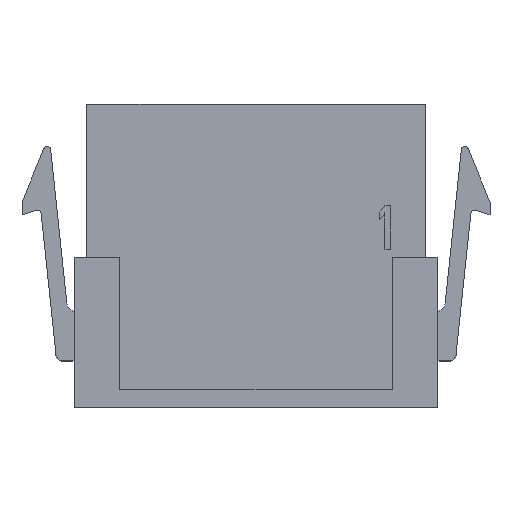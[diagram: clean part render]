
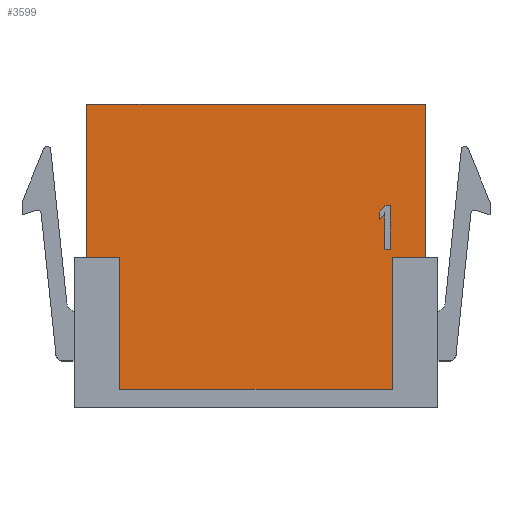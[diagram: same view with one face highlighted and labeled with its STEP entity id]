
A CAD part, top view. The second image highlights one B-rep face of the part: STEP entity #3599.
In plain terms, the highlighted planar face has unit normal (0, 0, 1).
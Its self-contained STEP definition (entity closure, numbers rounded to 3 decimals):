
#1=DIRECTION('',(0.,-1.,0.));
#2=VECTOR('',#1,8.51);
#3=CARTESIAN_POINT('',(-9.42,8.445,3.425));
#4=LINE('',#3,#2);
#49=DIRECTION('',(1.,0.,0.));
#50=VECTOR('',#49,1.83);
#51=CARTESIAN_POINT('',(-9.42,-0.065,3.425));
#52=LINE('',#51,#50);
#53=DIRECTION('',(1.,0.,0.));
#54=VECTOR('',#53,18.85);
#55=CARTESIAN_POINT('',(-9.42,8.445,3.425));
#56=LINE('',#55,#54);
#57=DIRECTION('',(-1.,0.,0.));
#58=VECTOR('',#57,1.84);
#59=CARTESIAN_POINT('',(9.43,-0.065,3.425));
#60=LINE('',#59,#58);
#61=DIRECTION('',(0.,1.,0.));
#62=VECTOR('',#61,7.36);
#63=CARTESIAN_POINT('',(7.59,-7.425,3.425));
#64=LINE('',#63,#62);
#65=DIRECTION('',(1.,0.,0.));
#66=VECTOR('',#65,15.18);
#67=CARTESIAN_POINT('',(-7.59,-7.425,3.425));
#68=LINE('',#67,#66);
#69=DIRECTION('',(0.,-1.,0.));
#70=VECTOR('',#69,7.36);
#71=CARTESIAN_POINT('',(-7.59,-0.065,3.425));
#72=LINE('',#71,#70);
#73=DIRECTION('',(0.,1.,0.));
#74=VECTOR('',#73,2.45);
#75=CARTESIAN_POINT('',(7.493,0.36,3.425));
#76=LINE('',#75,#74);
#77=DIRECTION('',(-1.,0.,0.));
#78=VECTOR('',#77,0.306);
#79=CARTESIAN_POINT('',(7.493,2.81,3.425));
#80=LINE('',#79,#78);
#81=DIRECTION('',(-0.643,-0.766,0.));
#82=VECTOR('',#81,0.476);
#83=CARTESIAN_POINT('',(7.186,2.81,3.425));
#84=LINE('',#83,#82);
#85=DIRECTION('',(0.,-1.,0.));
#86=VECTOR('',#85,0.417);
#87=CARTESIAN_POINT('',(6.88,2.445,3.425));
#88=LINE('',#87,#86);
#89=DIRECTION('',(0.643,0.766,0.));
#90=VECTOR('',#89,0.476);
#91=CARTESIAN_POINT('',(6.88,2.028,3.425));
#92=LINE('',#91,#90);
#93=DIRECTION('',(0.,-1.,0.));
#94=VECTOR('',#93,2.033);
#95=CARTESIAN_POINT('',(7.186,2.393,3.425));
#96=LINE('',#95,#94);
#97=DIRECTION('',(1.,0.,0.));
#98=VECTOR('',#97,0.306);
#99=CARTESIAN_POINT('',(7.186,0.36,3.425));
#100=LINE('',#99,#98);
#121=DIRECTION('',(0.,-1.,0.));
#122=VECTOR('',#121,8.51);
#123=CARTESIAN_POINT('',(9.43,8.445,3.425));
#124=LINE('',#123,#122);
#2652=CARTESIAN_POINT('',(-9.42,8.445,3.425));
#2654=VERTEX_POINT('',#2652);
#2656=CARTESIAN_POINT('',(9.43,8.445,3.425));
#2658=VERTEX_POINT('',#2656);
#2803=CARTESIAN_POINT('',(-9.42,-0.065,3.425));
#2804=CARTESIAN_POINT('',(-7.59,-0.065,3.425));
#2805=VERTEX_POINT('',#2803);
#2806=VERTEX_POINT('',#2804);
#2807=CARTESIAN_POINT('',(-7.59,-7.425,3.425));
#2808=VERTEX_POINT('',#2807);
#2809=CARTESIAN_POINT('',(7.59,-7.425,3.425));
#2810=VERTEX_POINT('',#2809);
#2811=CARTESIAN_POINT('',(7.59,-0.065,3.425));
#2812=VERTEX_POINT('',#2811);
#2813=CARTESIAN_POINT('',(9.43,-0.065,3.425));
#2814=VERTEX_POINT('',#2813);
#3129=CARTESIAN_POINT('',(7.493,0.36,3.425));
#3130=CARTESIAN_POINT('',(7.493,2.81,3.425));
#3131=VERTEX_POINT('',#3129);
#3132=VERTEX_POINT('',#3130);
#3133=CARTESIAN_POINT('',(7.186,2.81,3.425));
#3134=VERTEX_POINT('',#3133);
#3135=CARTESIAN_POINT('',(6.88,2.445,3.425));
#3136=VERTEX_POINT('',#3135);
#3137=CARTESIAN_POINT('',(6.88,2.028,3.425));
#3138=VERTEX_POINT('',#3137);
#3139=CARTESIAN_POINT('',(7.186,2.393,3.425));
#3140=VERTEX_POINT('',#3139);
#3141=CARTESIAN_POINT('',(7.186,0.36,3.425));
#3142=VERTEX_POINT('',#3141);
#3561=CARTESIAN_POINT('',(-9.42,8.445,3.425));
#3562=DIRECTION('',(0.,0.,1.));
#3563=DIRECTION('',(0.,-1.,0.));
#3564=AXIS2_PLACEMENT_3D('',#3561,#3562,#3563);
#3565=PLANE('',#3564);
#3567=ORIENTED_EDGE('',*,*,#3566,.F.);
#3568=ORIENTED_EDGE('',*,*,#3532,.F.);
#3570=ORIENTED_EDGE('',*,*,#3569,.T.);
#3572=ORIENTED_EDGE('',*,*,#3571,.T.);
#3574=ORIENTED_EDGE('',*,*,#3573,.T.);
#3576=ORIENTED_EDGE('',*,*,#3575,.F.);
#3578=ORIENTED_EDGE('',*,*,#3577,.F.);
#3580=ORIENTED_EDGE('',*,*,#3579,.F.);
#3581=EDGE_LOOP('',(#3567,#3568,#3570,#3572,#3574,#3576,#3578,#3580));
#3582=FACE_OUTER_BOUND('',#3581,.F.);
#3584=ORIENTED_EDGE('',*,*,#3583,.T.);
#3586=ORIENTED_EDGE('',*,*,#3585,.T.);
#3588=ORIENTED_EDGE('',*,*,#3587,.T.);
#3590=ORIENTED_EDGE('',*,*,#3589,.T.);
#3592=ORIENTED_EDGE('',*,*,#3591,.T.);
#3594=ORIENTED_EDGE('',*,*,#3593,.T.);
#3596=ORIENTED_EDGE('',*,*,#3595,.T.);
#3597=EDGE_LOOP('',(#3584,#3586,#3588,#3590,#3592,#3594,#3596));
#3598=FACE_BOUND('',#3597,.F.);
#3599=ADVANCED_FACE('',(#3582,#3598),#3565,.T.);
#3532=EDGE_CURVE('',#2654,#2805,#4,.T.);
#3566=EDGE_CURVE('',#2805,#2806,#52,.T.);
#3569=EDGE_CURVE('',#2654,#2658,#56,.T.);
#3571=EDGE_CURVE('',#2658,#2814,#124,.T.);
#3573=EDGE_CURVE('',#2814,#2812,#60,.T.);
#3575=EDGE_CURVE('',#2810,#2812,#64,.T.);
#3577=EDGE_CURVE('',#2808,#2810,#68,.T.);
#3579=EDGE_CURVE('',#2806,#2808,#72,.T.);
#3583=EDGE_CURVE('',#3131,#3132,#76,.T.);
#3585=EDGE_CURVE('',#3132,#3134,#80,.T.);
#3587=EDGE_CURVE('',#3134,#3136,#84,.T.);
#3589=EDGE_CURVE('',#3136,#3138,#88,.T.);
#3591=EDGE_CURVE('',#3138,#3140,#92,.T.);
#3593=EDGE_CURVE('',#3140,#3142,#96,.T.);
#3595=EDGE_CURVE('',#3142,#3131,#100,.T.);
